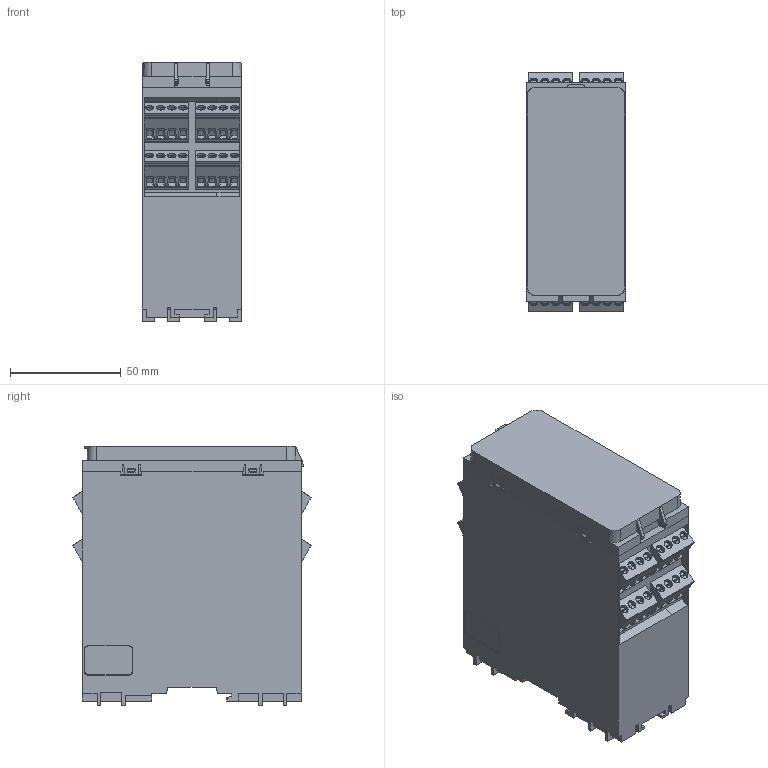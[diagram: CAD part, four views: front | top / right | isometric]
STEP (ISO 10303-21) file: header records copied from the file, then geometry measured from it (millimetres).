
FILE_DESCRIPTION (( 'STEP AP214' ), '1' );
FILE_NAME ('HR6S-[DN1P][AT1P].STEP', '2020-11-13T05:13:32', ( 'IDEC' ), ( 'IDEC' ), 'SwSTEP 2.0', 'SolidWorks 2019', '' );
FILE_SCHEMA (( 'AUTOMOTIVE_DESIGN' ));
Length unit declared in the file: millimetre
Products named in the file (1): HR6S-[DN1P][AT1P]
Bounding box: 45.12 x 108.22 x 117.2 mm (x, y, z)
Volume: 495730.3 mm3; surface area: 51278.7 mm2
Topology: 1 solids, 1 shells, 1343 faces, 3475 edges, 2285 vertices
Faces by surface type: plane 899, cylinder 308, bspline 128, cone 8
Entity records: 54389 total; most frequent: CARTESIAN_POINT 23507, ORIENTED_EDGE 6950, DIRECTION 5530, EDGE_CURVE 3475, VERTEX_POINT 2285, LINE 1960, VECTOR 1960, AXIS2_PLACEMENT_3D 1785
